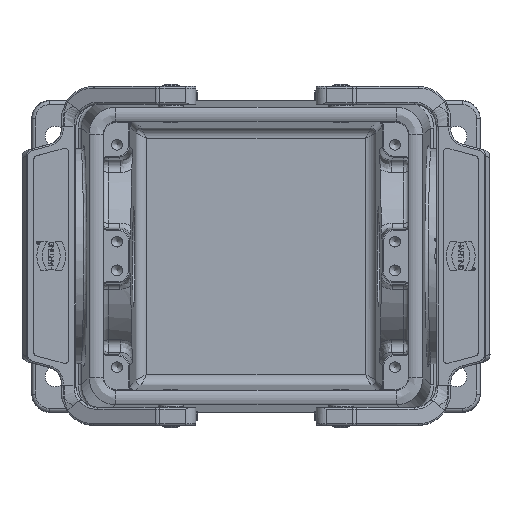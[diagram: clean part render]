
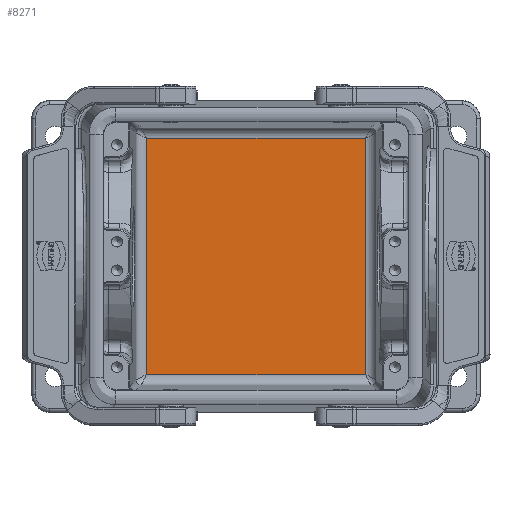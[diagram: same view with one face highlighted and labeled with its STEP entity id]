
A CAD part, top view. The second image highlights one B-rep face of the part: STEP entity #8271.
In plain terms, the highlighted planar face has unit normal (0, 0, 1).
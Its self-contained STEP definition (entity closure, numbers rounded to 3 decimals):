
#6092=FACE_OUTER_BOUND('',#11235,.T.);
#8271=ADVANCED_FACE('',(#6092),#9982,.T.);
#9982=PLANE('',#40687);
#11235=EDGE_LOOP('',(#13747,#13748,#13749,#13750));
#13747=ORIENTED_EDGE('',*,*,#25277,.T.);
#13748=ORIENTED_EDGE('',*,*,#25278,.T.);
#13749=ORIENTED_EDGE('',*,*,#25279,.T.);
#13750=ORIENTED_EDGE('',*,*,#25280,.T.);
#22445=VERTEX_POINT('',#54443);
#22446=VERTEX_POINT('',#54444);
#22447=VERTEX_POINT('',#54446);
#22448=VERTEX_POINT('',#54448);
#25277=EDGE_CURVE('',#22445,#22446,#33053,.T.);
#25278=EDGE_CURVE('',#22446,#22447,#33054,.T.);
#25279=EDGE_CURVE('',#22447,#22448,#33055,.T.);
#25280=EDGE_CURVE('',#22448,#22445,#33056,.T.);
#33053=LINE('',#54442,#35799);
#33054=LINE('',#54445,#35800);
#33055=LINE('',#54447,#35801);
#33056=LINE('',#54449,#35802);
#35799=VECTOR('',#43414,1.);
#35800=VECTOR('',#43415,1.);
#35801=VECTOR('',#43416,1.);
#35802=VECTOR('',#43417,1.);
#40687=AXIS2_PLACEMENT_3D('',#54450,#43418,#43419);
#43414=DIRECTION('',(-1.,0.,0.));
#43415=DIRECTION('',(0.,-1.,0.));
#43416=DIRECTION('',(1.,0.,0.));
#43417=DIRECTION('',(0.,1.,0.));
#43418=DIRECTION('',(0.,0.,1.));
#43419=DIRECTION('',(1.,0.,0.));
#54442=CARTESIAN_POINT('',(0.,32.946,-72.55));
#54443=CARTESIAN_POINT('',(30.528,32.946,-72.55));
#54444=CARTESIAN_POINT('',(-30.528,32.946,-72.55));
#54445=CARTESIAN_POINT('',(-30.528,0.,-72.55));
#54446=CARTESIAN_POINT('',(-30.528,-32.946,-72.55));
#54447=CARTESIAN_POINT('',(0.,-32.946,-72.55));
#54448=CARTESIAN_POINT('',(30.528,-32.946,-72.55));
#54449=CARTESIAN_POINT('',(30.528,0.,-72.55));
#54450=CARTESIAN_POINT('',(0.,0.,-72.55));
